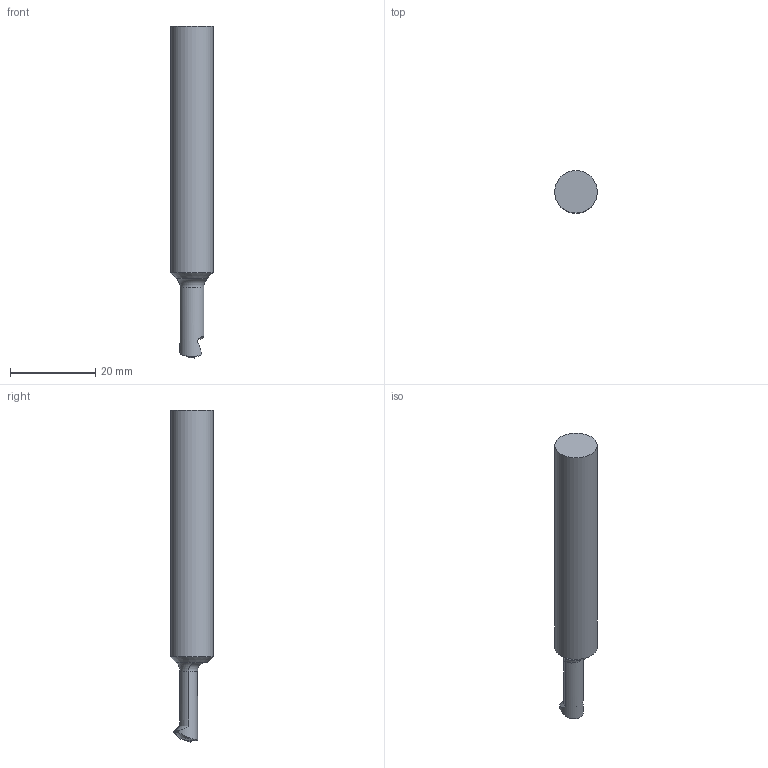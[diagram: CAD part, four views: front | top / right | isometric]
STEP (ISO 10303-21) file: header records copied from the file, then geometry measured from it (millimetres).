
FILE_DESCRIPTION((''),'1');
FILE_NAME('ST10-C0608-45B-16.stp','2017-10-10T04:47:07',(''),(''),'Spatial Interop R21 SP3','Kubotek KeyCreator 2011 V10.0.2 (22737)',' ');
FILE_SCHEMA(('automotive_design'));
Length unit declared in the file: millimetre
Products named in the file (1): 240[2]
Bounding box: 10 x 10 x 77.94 mm (x, y, z)
Volume: 4927.4 mm3; surface area: 2283.9 mm2
Topology: 1 solids, 1 shells, 28 faces, 82 edges, 56 vertices
Faces by surface type: plane 14, cylinder 8, cone 4, torus 2
Full cylindrical faces by diameter (mm): 10 x1
Entity records: 1873 total; most frequent: CARTESIAN_POINT 417, ORIENTED_EDGE 156, PRESENTATION_STYLE_ASSIGNMENT 136, COLOUR_RGB 136, DIRECTION 135, STYLED_ITEM 107, CURVE_STYLE 107, DRAUGHTING_PRE_DEFINED_CURVE_FONT 107
